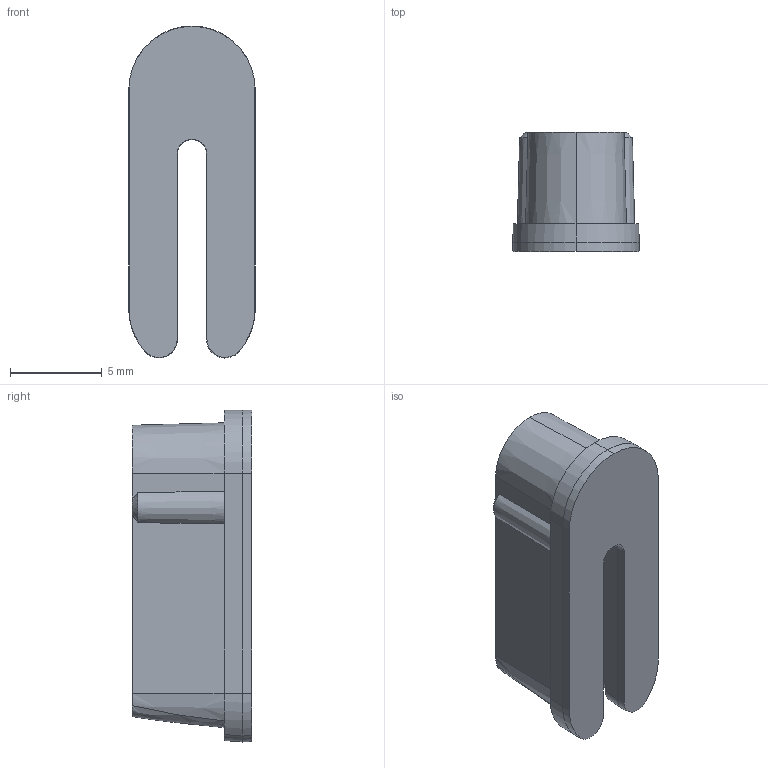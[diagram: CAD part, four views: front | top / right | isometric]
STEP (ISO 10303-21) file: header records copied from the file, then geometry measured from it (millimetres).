
FILE_DESCRIPTION (( 'STEP AP203' ), '1' );
FILE_NAME ('1822-B.step', '2017-07-03T14:07:25', ( '' ), ( '' ), 'SwSTEP 2.0', 'SolidWorks 2016', '' );
FILE_SCHEMA (( 'CONFIG_CONTROL_DESIGN' ));
Length unit declared in the file: millimetre
Products named in the file (1): 1822-B
Bounding box: 6.9 x 6.5 x 18.11 mm (x, y, z)
Volume: 450 mm3; surface area: 626.2 mm2
Topology: 1 solids, 1 shells, 44 faces, 111 edges, 70 vertices
Faces by surface type: cone 22, plane 16, bspline 6
Entity records: 1652 total; most frequent: CARTESIAN_POINT 570, ORIENTED_EDGE 222, DIRECTION 195, EDGE_CURVE 111, AXIS2_PLACEMENT_3D 75, VERTEX_POINT 70, EDGE_LOOP 45, VECTOR 45
